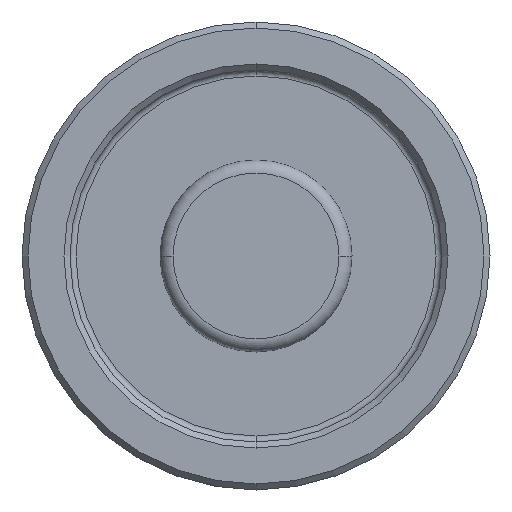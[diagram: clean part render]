
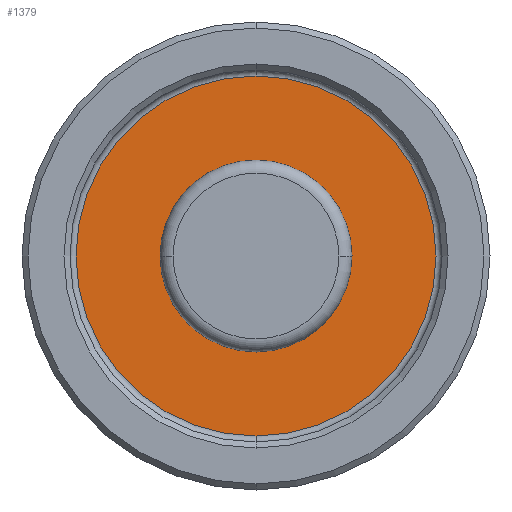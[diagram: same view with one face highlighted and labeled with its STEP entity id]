
A CAD part, front view. The second image highlights one B-rep face of the part: STEP entity #1379.
In plain terms, the highlighted planar face has unit normal (0, -1, 0).
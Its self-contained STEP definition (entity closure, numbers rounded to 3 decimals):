
#51 = CARTESIAN_POINT ( 'NONE',  ( 0., 5., 0. ) ) ;
#93 = EDGE_CURVE ( 'NONE', #752, #981, #893, .T. ) ;
#99 = DIRECTION ( 'NONE',  ( 0., 0., -1. ) ) ;
#102 = DIRECTION ( 'NONE',  ( 0., -1., 0. ) ) ;
#108 = ORIENTED_EDGE ( 'NONE', *, *, #1325, .T. ) ;
#122 = DIRECTION ( 'NONE',  ( 0., 0., -1. ) ) ;
#132 = ORIENTED_EDGE ( 'NONE', *, *, #93, .T. ) ;
#136 = CARTESIAN_POINT ( 'NONE',  ( 0., 5., -15. ) ) ;
#164 = VERTEX_POINT ( 'NONE', #136 ) ;
#190 = CARTESIAN_POINT ( 'NONE',  ( 0., 5., 15. ) ) ;
#195 = CIRCLE ( 'NONE', #1000, 8. ) ;
#234 = CARTESIAN_POINT ( 'NONE',  ( 0., 5., -8. ) ) ;
#436 = CARTESIAN_POINT ( 'NONE',  ( 0., 5., 8. ) ) ;
#449 = EDGE_LOOP ( 'NONE', ( #108, #1390 ) ) ;
#519 = AXIS2_PLACEMENT_3D ( 'NONE', #571, #1170, #1425 ) ;
#571 = CARTESIAN_POINT ( 'NONE',  ( 0., 5., 0. ) ) ;
#687 = CIRCLE ( 'NONE', #1389, 15. ) ;
#707 = DIRECTION ( 'NONE',  ( 0., 0., -1. ) ) ;
#752 = VERTEX_POINT ( 'NONE', #436 ) ;
#763 = AXIS2_PLACEMENT_3D ( 'NONE', #821, #102, #707 ) ;
#764 = DIRECTION ( 'NONE',  ( 0., -1., 0. ) ) ;
#790 = DIRECTION ( 'NONE',  ( 0., 1., 0. ) ) ;
#821 = CARTESIAN_POINT ( 'NONE',  ( -15.5, 5., 0. ) ) ;
#829 = CARTESIAN_POINT ( 'NONE',  ( 0., 5., 0. ) ) ;
#834 = DIRECTION ( 'NONE',  ( 0., 1., 0. ) ) ;
#846 = VERTEX_POINT ( 'NONE', #190 ) ;
#893 = CIRCLE ( 'NONE', #1475, 8. ) ;
#933 = CIRCLE ( 'NONE', #519, 15. ) ;
#981 = VERTEX_POINT ( 'NONE', #234 ) ;
#1000 = AXIS2_PLACEMENT_3D ( 'NONE', #1192, #834, #122 ) ;
#1007 = EDGE_CURVE ( 'NONE', #981, #752, #195, .T. ) ;
#1016 = FACE_OUTER_BOUND ( 'NONE', #449, .T. ) ;
#1107 = EDGE_LOOP ( 'NONE', ( #1122, #132 ) ) ;
#1119 = EDGE_CURVE ( 'NONE', #846, #164, #687, .T. ) ;
#1122 = ORIENTED_EDGE ( 'NONE', *, *, #1007, .T. ) ;
#1170 = DIRECTION ( 'NONE',  ( 0., -1., 0. ) ) ;
#1191 = FACE_BOUND ( 'NONE', #1107, .T. ) ;
#1192 = CARTESIAN_POINT ( 'NONE',  ( 0., 5., 0. ) ) ;
#1300 = PLANE ( 'NONE',  #763 ) ;
#1325 = EDGE_CURVE ( 'NONE', #164, #846, #933, .T. ) ;
#1355 = DIRECTION ( 'NONE',  ( 0., 0., -1. ) ) ;
#1379 = ADVANCED_FACE ( 'NONE', ( #1016, #1191 ), #1300, .T. ) ;
#1389 = AXIS2_PLACEMENT_3D ( 'NONE', #51, #764, #1355 ) ;
#1390 = ORIENTED_EDGE ( 'NONE', *, *, #1119, .T. ) ;
#1425 = DIRECTION ( 'NONE',  ( 0., 0., -1. ) ) ;
#1475 = AXIS2_PLACEMENT_3D ( 'NONE', #829, #790, #99 ) ;
